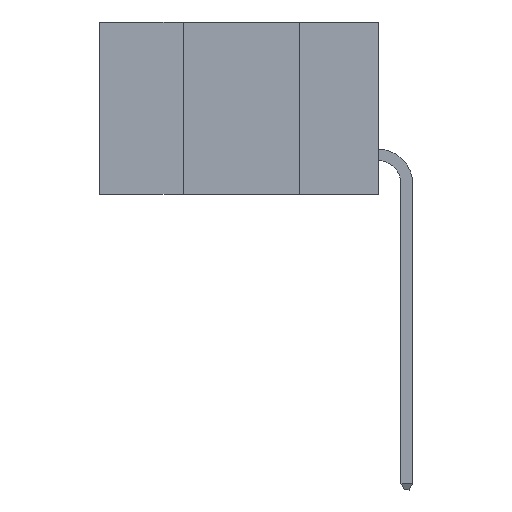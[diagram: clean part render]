
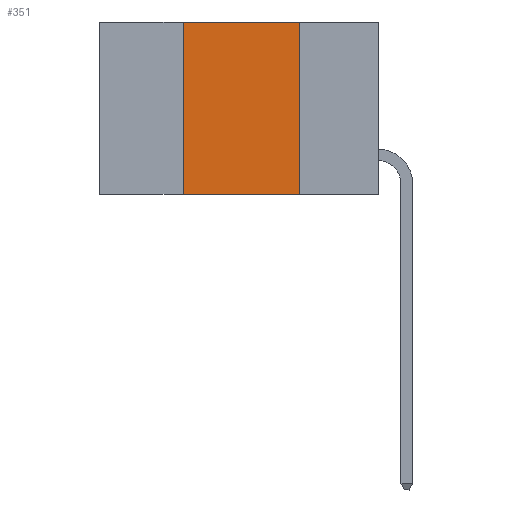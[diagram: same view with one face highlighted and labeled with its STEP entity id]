
A CAD part, left-side view. The second image highlights one B-rep face of the part: STEP entity #351.
In plain terms, the highlighted planar face has unit normal (-1, 0, 0).
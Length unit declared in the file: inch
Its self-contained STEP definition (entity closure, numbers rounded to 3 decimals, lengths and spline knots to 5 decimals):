
#351 = ADVANCED_FACE ( 'NONE', ( #8738 ), #5408, .F. ) ;
#372 = CARTESIAN_POINT ( 'NONE',  ( 0., 0.17, 0. ) ) ;
#1286 = LINE ( 'NONE', #2180, #8640 ) ;
#1473 = LINE ( 'NONE', #6917, #11725 ) ;
#2060 = VECTOR ( 'NONE', #16401, 39.37008 ) ;
#2180 = CARTESIAN_POINT ( 'NONE',  ( 0., 0.17, 0. ) ) ;
#2415 = DIRECTION ( 'NONE',  ( 0., 0., -1. ) ) ;
#2745 = LINE ( 'NONE', #12443, #6954 ) ;
#3295 = VERTEX_POINT ( 'NONE', #372 ) ;
#4173 = AXIS2_PLACEMENT_3D ( 'NONE', #14619, #12298, #8301 ) ;
#4202 = EDGE_LOOP ( 'NONE', ( #17022, #15546, #11995, #11090 ) ) ;
#4634 = EDGE_CURVE ( 'NONE', #3295, #11058, #1286, .T. ) ;
#5357 = CARTESIAN_POINT ( 'NONE',  ( 0., 0.42, -0.37 ) ) ;
#5408 = PLANE ( 'NONE',  #4173 ) ;
#5641 = LINE ( 'NONE', #12315, #2060 ) ;
#6917 = CARTESIAN_POINT ( 'NONE',  ( 0., 0.6, -0.37 ) ) ;
#6954 = VECTOR ( 'NONE', #13643, 39.37008 ) ;
#8004 = CARTESIAN_POINT ( 'NONE',  ( 0., 0.42, 0. ) ) ;
#8301 = DIRECTION ( 'NONE',  ( 0., 0., -1. ) ) ;
#8640 = VECTOR ( 'NONE', #2415, 39.37008 ) ;
#8738 = FACE_OUTER_BOUND ( 'NONE', #4202, .T. ) ;
#9004 = EDGE_CURVE ( 'NONE', #15908, #11058, #1473, .T. ) ;
#10254 = EDGE_CURVE ( 'NONE', #16874, #3295, #5641, .T. ) ;
#10944 = CARTESIAN_POINT ( 'NONE',  ( 0., 0.17, -0.37 ) ) ;
#11058 = VERTEX_POINT ( 'NONE', #10944 ) ;
#11090 = ORIENTED_EDGE ( 'NONE', *, *, #9004, .T. ) ;
#11725 = VECTOR ( 'NONE', #14904, 39.37008 ) ;
#11995 = ORIENTED_EDGE ( 'NONE', *, *, #13875, .F. ) ;
#12298 = DIRECTION ( 'NONE',  ( 1., 0., 0. ) ) ;
#12315 = CARTESIAN_POINT ( 'NONE',  ( 0., 0.6, 0. ) ) ;
#12443 = CARTESIAN_POINT ( 'NONE',  ( 0., 0.42, 0. ) ) ;
#13643 = DIRECTION ( 'NONE',  ( 0., 0., 1. ) ) ;
#13875 = EDGE_CURVE ( 'NONE', #15908, #16874, #2745, .T. ) ;
#14619 = CARTESIAN_POINT ( 'NONE',  ( 0., 0.6, 0. ) ) ;
#14904 = DIRECTION ( 'NONE',  ( 0., -1., 0. ) ) ;
#15546 = ORIENTED_EDGE ( 'NONE', *, *, #10254, .F. ) ;
#15908 = VERTEX_POINT ( 'NONE', #5357 ) ;
#16401 = DIRECTION ( 'NONE',  ( 0., -1., 0. ) ) ;
#16874 = VERTEX_POINT ( 'NONE', #8004 ) ;
#17022 = ORIENTED_EDGE ( 'NONE', *, *, #4634, .F. ) ;
